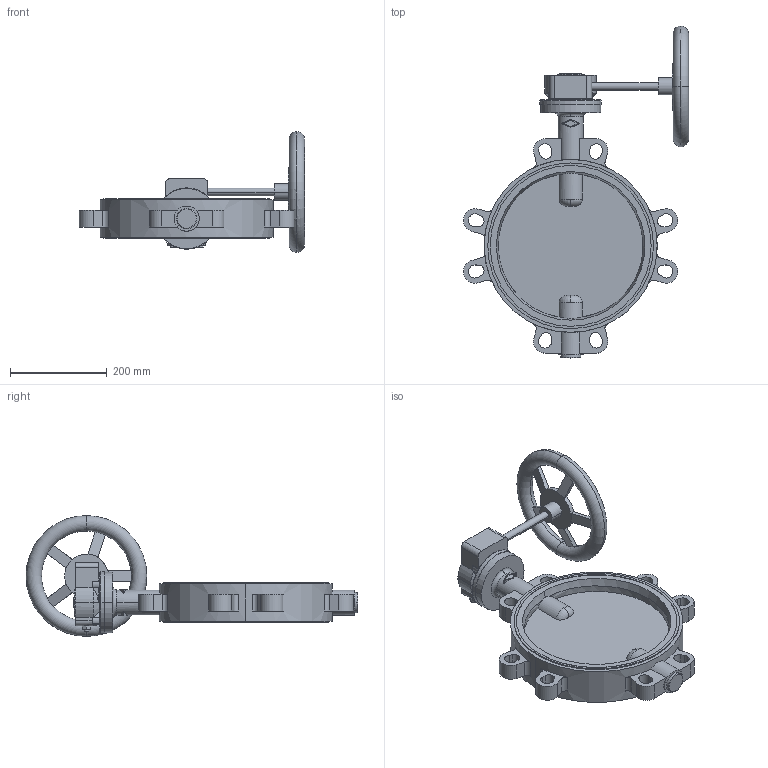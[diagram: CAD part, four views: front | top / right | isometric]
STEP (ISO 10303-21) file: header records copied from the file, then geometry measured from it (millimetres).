
FILE_DESCRIPTION( ( '' ), '1' );
FILE_NAME( 'c000006566.stp', '2017-03-13T09:44:26', ( '' ), ( '' ), ' ', ' ', ' ' );
FILE_SCHEMA( ( 'CONFIG_CONTROL_DESIGN' ) );
Length unit declared in the file: millimetre
Products named in the file (2): 1; 2
Bounding box: 465.92 x 687 x 250 mm (x, y, z)
Volume: 6311229.4 mm3; surface area: 626275.6 mm2
Topology: 2 solids, 2 shells, 331 faces, 915 edges, 607 vertices
Faces by surface type: plane 183, cylinder 118, torus 18, cone 12
Entity records: 12114 total; most frequent: CARTESIAN_POINT 3348, DIRECTION 1839, ORIENTED_EDGE 1830, EDGE_CURVE 915, AXIS2_PLACEMENT_3D 674, VERTEX_POINT 607, LINE 491, VECTOR 491
